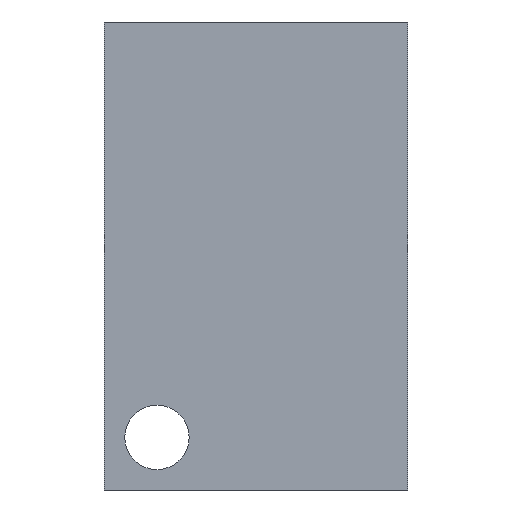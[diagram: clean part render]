
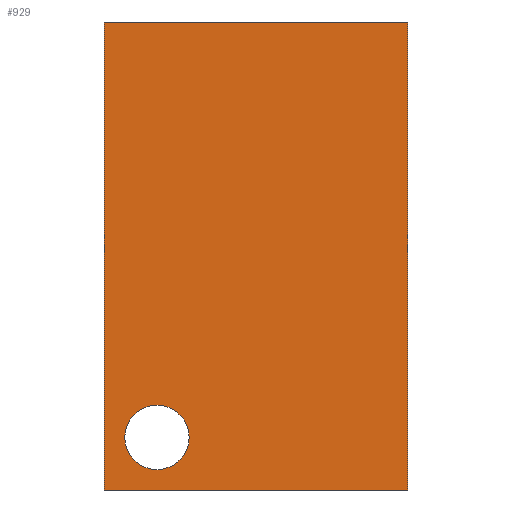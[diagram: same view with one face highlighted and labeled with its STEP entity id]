
A CAD part, left-side view. The second image highlights one B-rep face of the part: STEP entity #929.
In plain terms, the highlighted planar face has unit normal (-1, 0, 0).
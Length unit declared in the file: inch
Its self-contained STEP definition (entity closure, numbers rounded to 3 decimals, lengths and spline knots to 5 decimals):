
#1=DIRECTION('',(0.,-1.,0.));
#2=VECTOR('',#1,1.62);
#3=CARTESIAN_POINT('',(0.,0.,0.));
#4=LINE('',#3,#2);
#27=DIRECTION('',(0.,0.,1.));
#28=VECTOR('',#27,2.5);
#29=CARTESIAN_POINT('',(0.,0.,0.));
#30=LINE('',#29,#28);
#31=CARTESIAN_POINT('',(0.,-0.281,0.281));
#32=DIRECTION('',(1.,0.,0.));
#33=DIRECTION('',(0.,0.,-1.));
#34=AXIS2_PLACEMENT_3D('',#31,#32,#33);
#36=CARTESIAN_POINT('',(0.,-0.281,0.281));
#37=DIRECTION('',(1.,0.,0.));
#38=DIRECTION('',(0.,0.,1.));
#39=AXIS2_PLACEMENT_3D('',#36,#37,#38);
#69=DIRECTION('',(0.,0.,1.));
#70=VECTOR('',#69,2.5);
#71=CARTESIAN_POINT('',(0.,-1.62,0.));
#72=LINE('',#71,#70);
#73=DIRECTION('',(0.,-1.,0.));
#74=VECTOR('',#73,1.62);
#75=CARTESIAN_POINT('',(0.,0.,2.5));
#76=LINE('',#75,#74);
#763=CARTESIAN_POINT('',(0.,0.,0.));
#764=CARTESIAN_POINT('',(0.,-1.62,0.));
#765=VERTEX_POINT('',#763);
#766=VERTEX_POINT('',#764);
#771=CARTESIAN_POINT('',(0.,0.,2.5));
#772=CARTESIAN_POINT('',(0.,-1.62,2.5));
#773=VERTEX_POINT('',#771);
#774=VERTEX_POINT('',#772);
#827=CARTESIAN_POINT('',(0.,-0.281,0.109));
#828=CARTESIAN_POINT('',(0.,-0.281,0.453));
#829=VERTEX_POINT('',#827);
#830=VERTEX_POINT('',#828);
#909=CARTESIAN_POINT('',(0.,0.,0.));
#910=DIRECTION('',(-1.,0.,0.));
#911=DIRECTION('',(0.,-1.,0.));
#912=AXIS2_PLACEMENT_3D('',#909,#910,#911);
#913=PLANE('',#912);
#914=ORIENTED_EDGE('',*,*,#892,.F.);
#916=ORIENTED_EDGE('',*,*,#915,.T.);
#918=ORIENTED_EDGE('',*,*,#917,.T.);
#920=ORIENTED_EDGE('',*,*,#919,.F.);
#921=EDGE_LOOP('',(#914,#916,#918,#920));
#922=FACE_OUTER_BOUND('',#921,.F.);
#924=ORIENTED_EDGE('',*,*,#923,.F.);
#926=ORIENTED_EDGE('',*,*,#925,.F.);
#927=EDGE_LOOP('',(#924,#926));
#928=FACE_BOUND('',#927,.F.);
#929=ADVANCED_FACE('',(#922,#928),#913,.T.);
#35=CIRCLE('',#34,0.172);
#40=CIRCLE('',#39,0.172);
#892=EDGE_CURVE('',#765,#766,#4,.T.);
#915=EDGE_CURVE('',#765,#773,#30,.T.);
#917=EDGE_CURVE('',#773,#774,#76,.T.);
#919=EDGE_CURVE('',#766,#774,#72,.T.);
#923=EDGE_CURVE('',#829,#830,#35,.T.);
#925=EDGE_CURVE('',#830,#829,#40,.T.);
